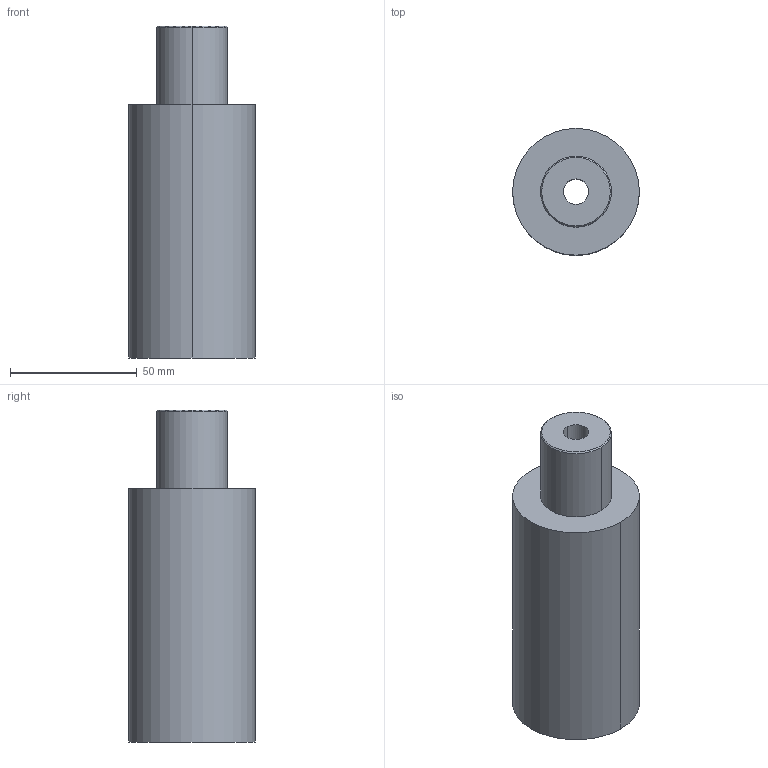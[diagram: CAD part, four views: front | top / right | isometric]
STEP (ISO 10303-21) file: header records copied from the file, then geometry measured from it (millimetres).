
FILE_DESCRIPTION((''),'2;1');
FILE_NAME('8423910005','2021-05-27T10:25:31',('thiemer'),(''),'CREO PARAMETRIC BY PTC INC, 2020053','CREO PARAMETRIC BY PTC INC, 2020053','');
FILE_SCHEMA(('AUTOMOTIVE_DESIGN { 1 0 10303 214 1 1 1 1 }'));
Length unit declared in the file: millimetre
Products named in the file (1): 8423910005
Bounding box: 50 x 50 x 131 mm (x, y, z)
Volume: 187410.3 mm3; surface area: 28160.3 mm2
Topology: 1 solids, 1 shells, 14 faces, 33 edges, 24 vertices
Faces by surface type: cylinder 8, plane 4, cone 2
Entity records: 972 total; most frequent: DIRECTION 128, CARTESIAN_POINT 99, ORIENTED_EDGE 56, AXIS2_PLACEMENT_3D 50, PRESENTATION_STYLE_ASSIGNMENT 48, STYLED_ITEM 48, CURVE_STYLE 47, PROPERTY_DEFINITION 42
